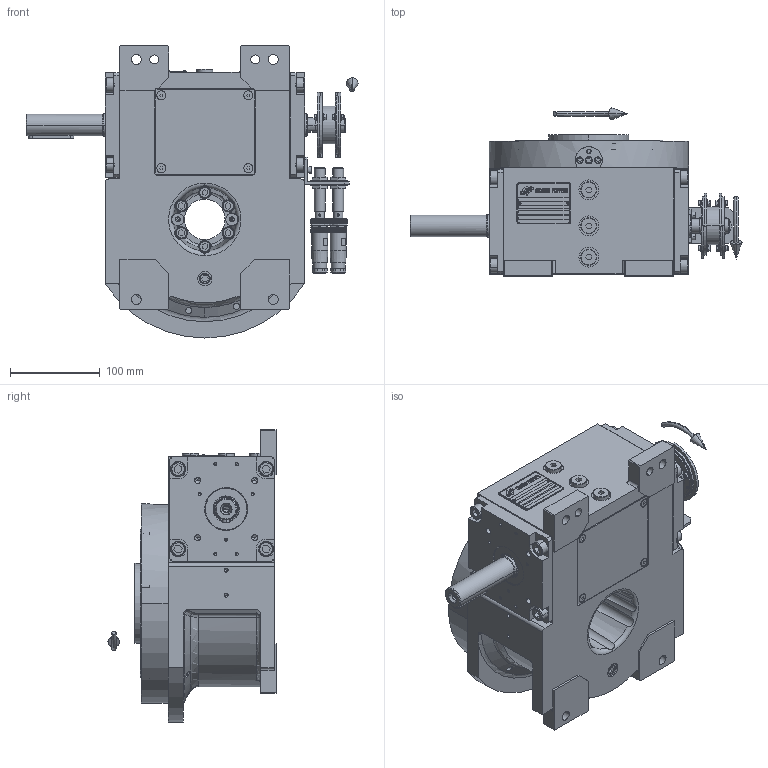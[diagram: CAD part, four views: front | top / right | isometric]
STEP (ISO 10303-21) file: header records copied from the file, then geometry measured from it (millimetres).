
FILE_DESCRIPTION (( 'STEP AP203' ), '1' );
FILE_NAME ('PC5200588.step', '2024-09-04T08:02:39', ( '' ), ( '' ), 'SwSTEP 2.0', 'SolidWorks 2020', '' );
FILE_SCHEMA (( 'CONFIG_CONTROL_DESIGN' ));
Length unit declared in the file: millimetre
Products named in the file (89): AS_900_38_30_003; cfn2400_04_024; cfn2000_01_103; cfn2000_01_126; cfn2000_01_124; cfn2151_01_109; 900_38_30_003; cfn2276_01_074; cfn2000_01_184; rig06_004_s_001; cfn2476_01_002_60x46; rig06_017; cfn2003_01_054; cfn2107_01_001; AS_cfn2400_04_024; cfn2151_01_290; AS_rig06_004_s_001; AS_900_00_00_005; rig06_005_n_01; cfn2115_02_194; AS_rig06_004; rig06_007_master; AS_rig06_002_bl_001; rig06_004; freccia_angolare_albero; cfn2115_02_165; RIG06_005_ASM^rig06_071_06_m_asm(2)_rig06_071_06_m_asm.stp; 900_00_00_005; rig06_071_06_m_asm.stp; cfn2155_01_056; cfn2401_02_005; 900_38_10_028; cfn2155_01_303; rig06_002_bl_001; cfn2055_01_002; CFN2010_01_012^rig06_071_06_m_asm(2)_rig06_071_06_m_asm.stp; cfn2158_01_010; cfn2128_04_004; rig06_001_a; AS_rig06_016 ...
Assembly tree (85 placements, depth 5):
  cfn2151_01_109
  cfn2276_01_074
  cfn2151_01_290
  rig06_007_master
  cfn2115_02_165
Bounding box: 369.5 x 187 x 325 mm (x, y, z)
Volume: 2428345.1 mm3; surface area: 811068.9 mm2
Topology: 73 solids, 73 shells, 4524 faces, 11480 edges, 7286 vertices
Faces by surface type: plane 2155, cylinder 1526, cone 793, torus 38, bspline 6, sphere 6
Entity records: 116258 total; most frequent: CARTESIAN_POINT 26507, DIRECTION 16832, ORIENTED_EDGE 16620, EDGE_CURVE 8310, AXIS2_PLACEMENT_3D 6043, VERTEX_POINT 5340, VECTOR 4746, LINE 4746
